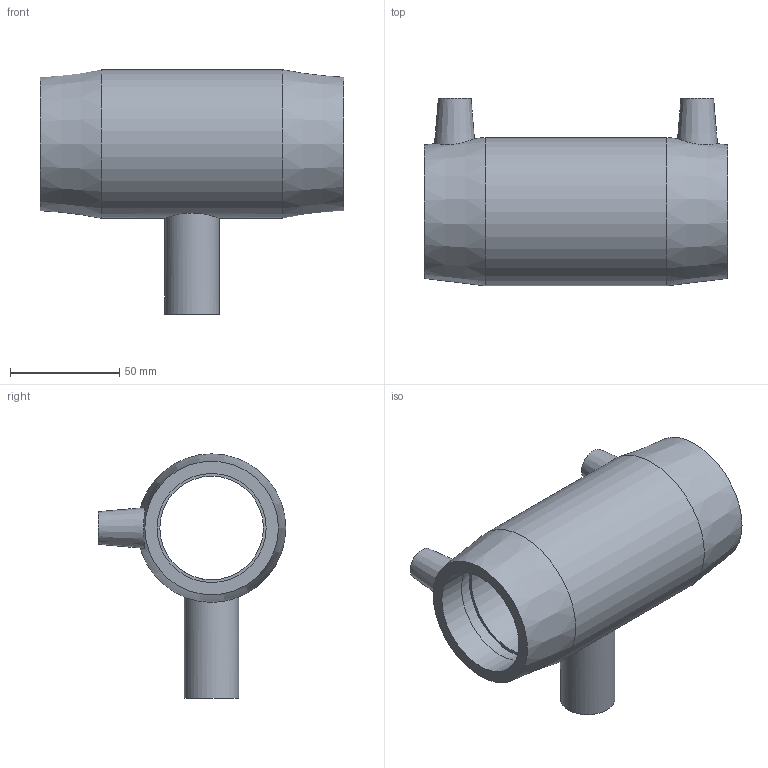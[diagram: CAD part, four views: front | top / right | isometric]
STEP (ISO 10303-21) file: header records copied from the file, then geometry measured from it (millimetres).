
FILE_DESCRIPTION(/* description */ ('PLASSON REDUCING TEE 50x25x50'),/* implementation_level */ '2;1');
FILE_NAME(/* name */ '491404050025.ipt.stp',/* time_stamp */ '2017-11-06T09:13:45+02:00',/* author */ ('KIM'),/* organization */ (''),/* preprocessor_version */ 'ST-DEVELOPER v15.6',/* originating_system */ 'Autodesk Inventor 2015',/* authorisation */ '');
FILE_SCHEMA (('AUTOMOTIVE_DESIGN { 1 0 10303 214 3 1 1 }'));
Length unit declared in the file: millimetre
Products named in the file (1): 491404050025
Bounding box: 139 x 86 x 112 mm (x, y, z)
Volume: 230831.8 mm3; surface area: 63059.1 mm2
Topology: 1 solids, 1 shells, 31 faces, 60 edges, 40 vertices
Faces by surface type: plane 13, cylinder 12, cone 6
Full cylindrical faces by diameter (mm): 4 x2, 10 x2, 20 x1, 25 x1, 47.5 x1, 50 x4, 68 x1
Entity records: 794 total; most frequent: CARTESIAN_POINT 236, DIRECTION 120, EDGE_LOOP 64, ORIENTED_EDGE 64, AXIS2_PLACEMENT_3D 60, FACE_BOUND 33, VERTEX_POINT 32, EDGE_CURVE 32
